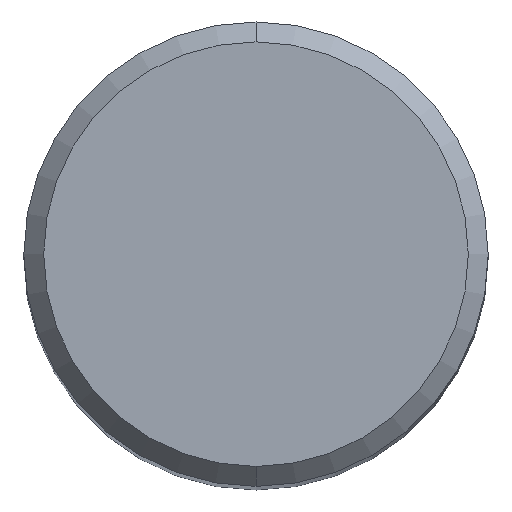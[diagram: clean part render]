
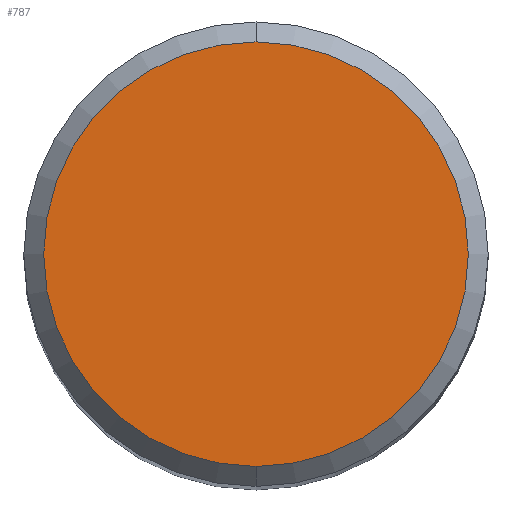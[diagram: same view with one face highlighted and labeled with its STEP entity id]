
A CAD part, top view. The second image highlights one B-rep face of the part: STEP entity #787.
In plain terms, the highlighted planar face has unit normal (0, 0, 1).
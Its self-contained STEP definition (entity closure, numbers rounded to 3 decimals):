
#357=EDGE_CURVE('',#603,#891,#954,.T.);
#603=VERTEX_POINT('',#1222);
#725=EDGE_CURVE('',#891,#603,#1360,.T.);
#787=ADVANCED_FACE('',(#1429),#1430,.T.);
#891=VERTEX_POINT('',#1539);
#954=CIRCLE('',#1803,6.4);
#1222=CARTESIAN_POINT('',(0.,-6.4,0.0));
#1360=CIRCLE('',#8160,6.4);
#1429=FACE_OUTER_BOUND('',#8630,.T.);
#1430=PLANE('',#8631);
#1539=CARTESIAN_POINT('',(0.0,6.4,0.0));
#1803=AXIS2_PLACEMENT_3D('',#9034,#9035,#9036);
#8160=AXIS2_PLACEMENT_3D('',#9478,#9479,#9480);
#8630=EDGE_LOOP('',(#9567,#9568));
#8631=AXIS2_PLACEMENT_3D('',#9569,#9570,#9571);
#9034=CARTESIAN_POINT('',(0.0,0.0,0.0));
#9035=DIRECTION('',(0.0,0.0,-1.0));
#9036=DIRECTION('',(0.0,1.0,0.0));
#9478=CARTESIAN_POINT('',(0.0,0.0,0.0));
#9479=DIRECTION('',(0.0,0.0,-1.0));
#9480=DIRECTION('',(0.0,1.0,0.0));
#9567=ORIENTED_EDGE('',*,*,#725,.F.);
#9568=ORIENTED_EDGE('',*,*,#357,.F.);
#9569=CARTESIAN_POINT('',(0.0,3.2,0.0));
#9570=DIRECTION('',(-0.0,0.0,1.0));
#9571=DIRECTION('',(0.0,-1.0,0.0));
